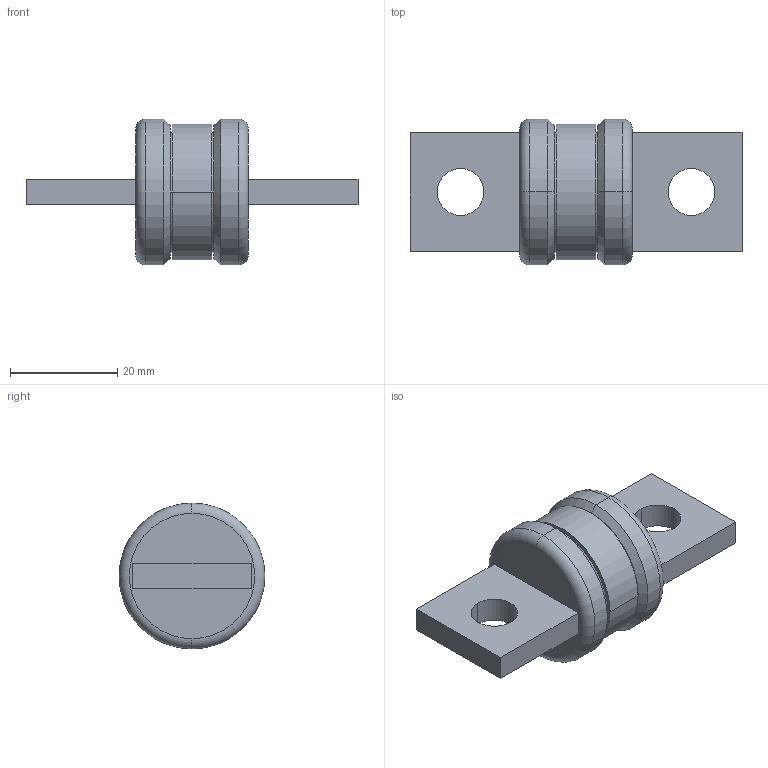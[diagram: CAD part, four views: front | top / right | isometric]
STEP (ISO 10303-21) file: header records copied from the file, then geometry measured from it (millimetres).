
FILE_DESCRIPTION (( 'STEP AP214' ), '1' );
FILE_NAME ('18832.STEP', '2015-09-03T17:29:30', ( '' ), ( '' ), 'SwSTEP 2.0', 'SolidWorks 2014', '' );
FILE_SCHEMA (( 'AUTOMOTIVE_DESIGN' ));
Length unit declared in the file: inch
Products named in the file (1): 18832
Bounding box: 62.03 x 27.25 x 27.25 mm (x, y, z)
Surface area: 5778.5 mm2 (no closed solid volume)
Topology: 0 solids, 5 shells, 36 faces, 82 edges, 52 vertices
Faces by surface type: cylinder 14, plane 14, cone 4, torus 4
Entity records: 1509 total; most frequent: DIRECTION 196, CARTESIAN_POINT 171, ORIENTED_EDGE 148, EDGE_CURVE 82, AXIS2_PLACEMENT_3D 77, VERTEX_POINT 52, VECTOR 42, EDGE_LOOP 42
